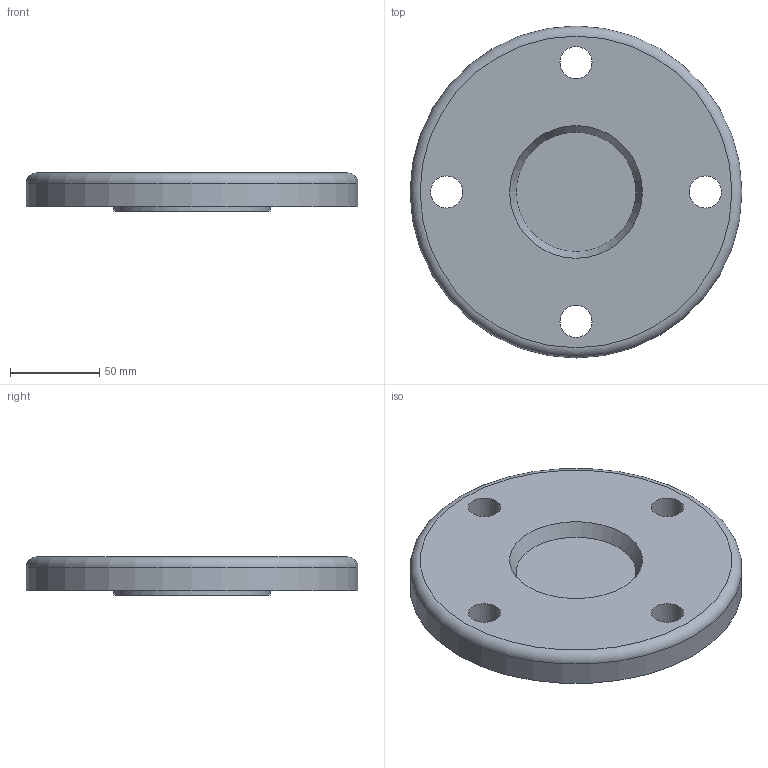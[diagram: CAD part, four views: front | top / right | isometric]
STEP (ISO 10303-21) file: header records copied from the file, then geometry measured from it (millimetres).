
FILE_DESCRIPTION(/* description */ ('Blind Flange - Raised/serrated faces for flat gaskets, FCV, d = 75 mm'),/* implementation_level */ '2;1');
FILE_NAME(/* name */ 'FCV075.ipt.stp',/* time_stamp */ '2013-10-01T14:39:59+02:00',/* author */ ('TraceParts'),/* organization */ ('TraceParts S.A.'),/* preprocessor_version */ 'ST-DEVELOPER v15.2',/* originating_system */ 'Autodesk Inventor 2014',/* authorisation */ '');
FILE_SCHEMA (('AUTOMOTIVE_DESIGN { 1 0 10303 214 3 1 1 }'));
Length unit declared in the file: millimetre
Products named in the file (1): FCV075
Bounding box: 186 x 186 x 21.32 mm (x, y, z)
Volume: 471894.4 mm3; surface area: 71149.1 mm2
Topology: 1 solids, 1 shells, 24 faces, 41 edges, 27 vertices
Faces by surface type: cylinder 12, plane 10, cone 1, torus 1
Full cylindrical faces by diameter (mm): 18 x4, 59.52 x1, 64.17 x1, 68.82 x1, 73.47 x1, 78.12 x1, 82.77 x1, 87.42 x1, 186 x1
Entity records: 551 total; most frequent: DIRECTION 104, CARTESIAN_POINT 79, EDGE_LOOP 54, ORIENTED_EDGE 54, AXIS2_PLACEMENT_3D 52, FACE_BOUND 38, CIRCLE 27, VERTEX_POINT 27
